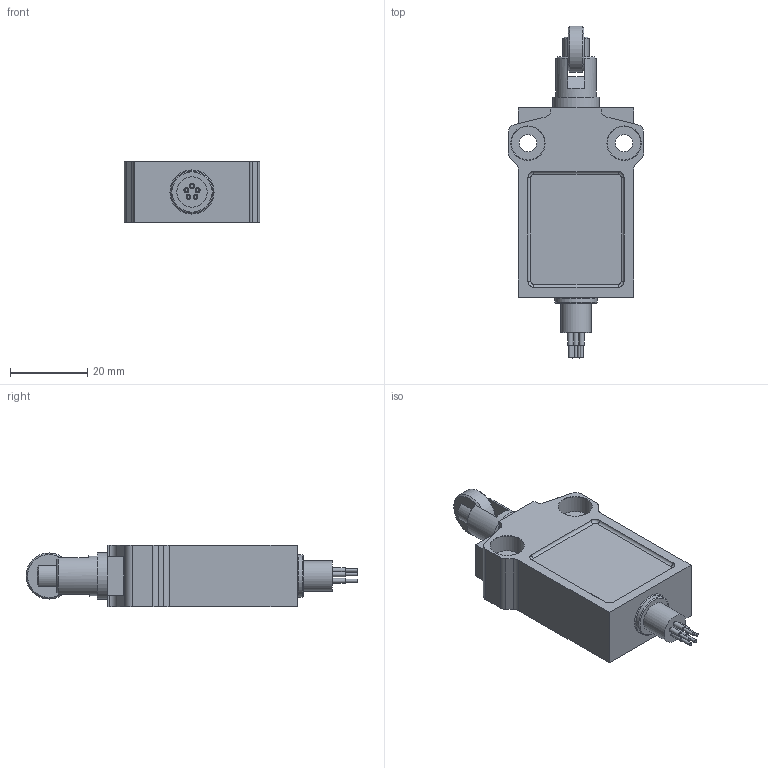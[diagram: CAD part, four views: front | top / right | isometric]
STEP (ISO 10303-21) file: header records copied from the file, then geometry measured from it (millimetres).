
FILE_DESCRIPTION (( 'STEP AP203' ), '1' );
FILE_NAME ('AEM2G15Z11-3_Default.step', '2022-04-01T15:31:25', ( 'Windows User' ), ( '' ), 'SwSTEP 2.0', 'SolidWorks 2021', '' );
FILE_SCHEMA (( 'CONFIG_CONTROL_DESIGN' ));
Length unit declared in the file: inch
Products named in the file (1): AEM2G15Z11-3_Default
Bounding box: 35.05 x 85.98 x 16 mm (x, y, z)
Volume: 23428.4 mm3; surface area: 7658.9 mm2
Topology: 2 solids, 2 shells, 115 faces, 269 edges, 178 vertices
Faces by surface type: plane 54, cylinder 41, cone 10, torus 10
Full cylindrical faces by diameter (mm): 0.787 x5, 1.27 x5, 4.496 x2, 7.874 x1, 8.733 x4, 10.414 x1, 10.922 x1, 11.938 x2
Entity records: 3227 total; most frequent: DIRECTION 572, CARTESIAN_POINT 548, ORIENTED_EDGE 470, EDGE_CURVE 235, AXIS2_PLACEMENT_3D 229, VERTEX_POINT 173, EDGE_LOOP 168, FACE_OUTER_BOUND 138
